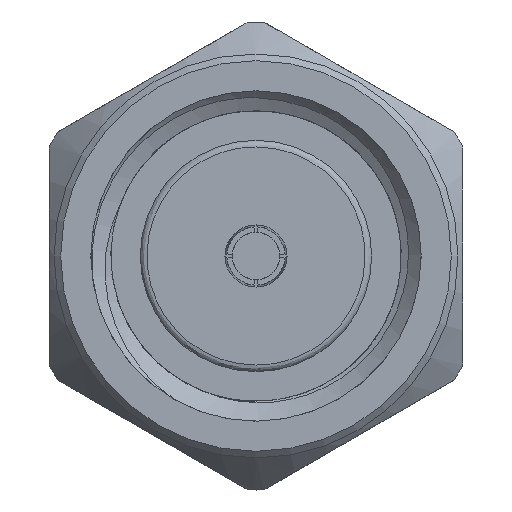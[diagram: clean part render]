
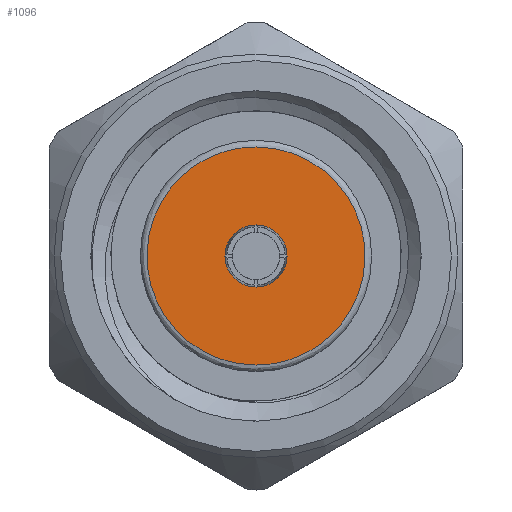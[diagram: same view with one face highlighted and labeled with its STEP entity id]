
A CAD part, left-side view. The second image highlights one B-rep face of the part: STEP entity #1096.
In plain terms, the highlighted planar face has unit normal (-1, 0, 0).
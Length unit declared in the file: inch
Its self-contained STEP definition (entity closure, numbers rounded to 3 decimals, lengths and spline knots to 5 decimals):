
#372 = VERTEX_POINT ( 'NONE', #2439 ) ;
#493 = CARTESIAN_POINT ( 'NONE',  ( 0.11, 0., 0. ) ) ;
#509 = VERTEX_POINT ( 'NONE', #5511 ) ;
#720 = ORIENTED_EDGE ( 'NONE', *, *, #5605, .F. ) ;
#1030 = VERTEX_POINT ( 'NONE', #5316 ) ;
#1050 = CARTESIAN_POINT ( 'NONE',  ( 0.11, 0.165, 0.0825 ) ) ;
#1096 = ADVANCED_FACE ( 'NONE', ( #7940, #3112 ), #2338, .F. ) ;
#1962 = EDGE_CURVE ( 'NONE', #372, #509, #2642, .T. ) ;
#2054 = CIRCLE ( 'NONE', #8124, 0.0235 ) ;
#2307 = DIRECTION ( 'NONE',  ( -1., 0., 0. ) ) ;
#2338 = PLANE ( 'NONE',  #4215 ) ;
#2394 = DIRECTION ( 'NONE',  ( 1., 0., 0. ) ) ;
#2439 = CARTESIAN_POINT ( 'NONE',  ( 0.11, 0., 0.0825 ) ) ;
#2642 =( BOUNDED_CURVE ( )  B_SPLINE_CURVE ( 3, ( #6608, #6717, #4722, #6024 ),
 .UNSPECIFIED., .F., .F. ) 
 B_SPLINE_CURVE_WITH_KNOTS ( ( 4, 4 ),
 ( 0., 1. ),
 .UNSPECIFIED. ) 
 CURVE ( )  GEOMETRIC_REPRESENTATION_ITEM ( )  RATIONAL_B_SPLINE_CURVE ( ( 1., 0.333, 0.333, 1. ) ) 
 REPRESENTATION_ITEM ( '' )  );
#2823 = ORIENTED_EDGE ( 'NONE', *, *, #7319, .F. ) ;
#3112 = FACE_OUTER_BOUND ( 'NONE', #7142, .T. ) ;
#3189 = EDGE_LOOP ( 'NONE', ( #720 ) ) ;
#4172 = ORIENTED_EDGE ( 'NONE', *, *, #1962, .F. ) ;
#4215 = AXIS2_PLACEMENT_3D ( 'NONE', #493, #2394, #4875 ) ;
#4722 = CARTESIAN_POINT ( 'NONE',  ( 0.11, -0.165, -0.0825 ) ) ;
#4875 = DIRECTION ( 'NONE',  ( 0., 0., -1. ) ) ;
#5316 = CARTESIAN_POINT ( 'NONE',  ( 0.11, 0., -0.0235 ) ) ;
#5511 = CARTESIAN_POINT ( 'NONE',  ( 0.11, 0., -0.0825 ) ) ;
#5603 = CARTESIAN_POINT ( 'NONE',  ( 0.11, 0., -0.0825 ) ) ;
#5605 = EDGE_CURVE ( 'NONE', #1030, #1030, #2054, .T. ) ;
#6024 = CARTESIAN_POINT ( 'NONE',  ( 0.11, 0., -0.0825 ) ) ;
#6121 = DIRECTION ( 'NONE',  ( 0., 0., -1. ) ) ;
#6608 = CARTESIAN_POINT ( 'NONE',  ( 0.11, 0., 0.0825 ) ) ;
#6717 = CARTESIAN_POINT ( 'NONE',  ( 0.11, -0.165, 0.0825 ) ) ;
#6779 = CARTESIAN_POINT ( 'NONE',  ( 0.11, 0.165, -0.0825 ) ) ;
#6802 = CARTESIAN_POINT ( 'NONE',  ( 0.11, 0., 0.0825 ) ) ;
#7142 = EDGE_LOOP ( 'NONE', ( #2823, #4172 ) ) ;
#7319 = EDGE_CURVE ( 'NONE', #509, #372, #7635, .T. ) ;
#7635 =( BOUNDED_CURVE ( )  B_SPLINE_CURVE ( 3, ( #5603, #6779, #1050, #6802 ),
 .UNSPECIFIED., .F., .F. ) 
 B_SPLINE_CURVE_WITH_KNOTS ( ( 4, 4 ),
 ( 0., 1. ),
 .UNSPECIFIED. ) 
 CURVE ( )  GEOMETRIC_REPRESENTATION_ITEM ( )  RATIONAL_B_SPLINE_CURVE ( ( 1., 0.333, 0.333, 1. ) ) 
 REPRESENTATION_ITEM ( '' )  );
#7940 = FACE_BOUND ( 'NONE', #3189, .T. ) ;
#8121 = CARTESIAN_POINT ( 'NONE',  ( 0.11, 0., 0. ) ) ;
#8124 = AXIS2_PLACEMENT_3D ( 'NONE', #8121, #2307, #6121 ) ;
